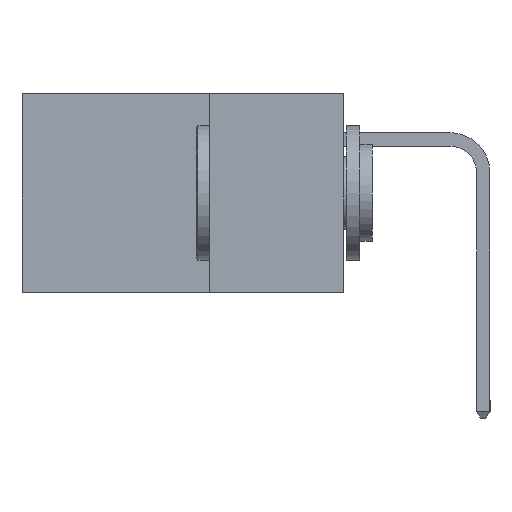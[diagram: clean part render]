
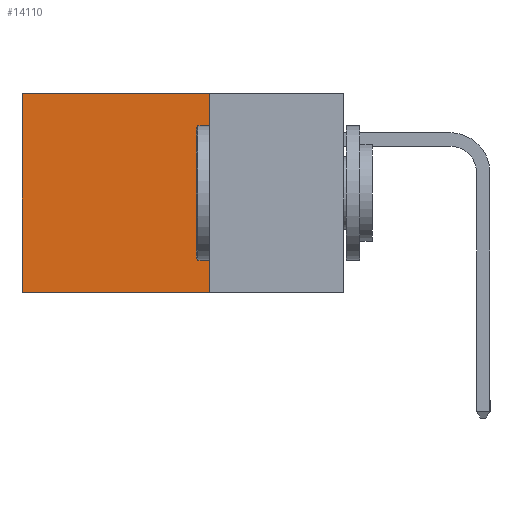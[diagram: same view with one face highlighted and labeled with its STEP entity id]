
A CAD part, left-side view. The second image highlights one B-rep face of the part: STEP entity #14110.
In plain terms, the highlighted planar face has unit normal (-1, 0, 0).
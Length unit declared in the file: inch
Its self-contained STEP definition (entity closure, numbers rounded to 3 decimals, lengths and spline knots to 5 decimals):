
#837 = LINE ( 'NONE', #16116, #10805 ) ;
#1121 = DIRECTION ( 'NONE',  ( 1., 0., 0. ) ) ;
#1906 = ORIENTED_EDGE ( 'NONE', *, *, #16481, .F. ) ;
#2702 = ORIENTED_EDGE ( 'NONE', *, *, #13111, .T. ) ;
#2740 = VERTEX_POINT ( 'NONE', #10975 ) ;
#2928 = FACE_OUTER_BOUND ( 'NONE', #4484, .T. ) ;
#3098 = CARTESIAN_POINT ( 'NONE',  ( 0.2615, 0.25, -0.37 ) ) ;
#4182 = CARTESIAN_POINT ( 'NONE',  ( 0.2615, 0.25, -0.37 ) ) ;
#4254 = VECTOR ( 'NONE', #6553, 39.37008 ) ;
#4484 = EDGE_LOOP ( 'NONE', ( #2702, #1906, #9492, #8177 ) ) ;
#4602 = DIRECTION ( 'NONE',  ( 0., 1., 0. ) ) ;
#4834 = VERTEX_POINT ( 'NONE', #9952 ) ;
#5174 = CARTESIAN_POINT ( 'NONE',  ( 0.2615, 0.6, -0.37 ) ) ;
#5189 = AXIS2_PLACEMENT_3D ( 'NONE', #7949, #1121, #10623 ) ;
#5329 = LINE ( 'NONE', #4182, #15219 ) ;
#6553 = DIRECTION ( 'NONE',  ( 0., 0., -1. ) ) ;
#7949 = CARTESIAN_POINT ( 'NONE',  ( 0.2615, 0.25, -0.37 ) ) ;
#8177 = ORIENTED_EDGE ( 'NONE', *, *, #13838, .T. ) ;
#8277 = VECTOR ( 'NONE', #13709, 39.37008 ) ;
#9294 = CARTESIAN_POINT ( 'NONE',  ( 0.2615, 0.6, 0. ) ) ;
#9492 = ORIENTED_EDGE ( 'NONE', *, *, #11309, .F. ) ;
#9952 = CARTESIAN_POINT ( 'NONE',  ( 0.2615, 0.25, -0.37 ) ) ;
#10623 = DIRECTION ( 'NONE',  ( 0., 0., -1. ) ) ;
#10805 = VECTOR ( 'NONE', #4602, 39.37008 ) ;
#10975 = CARTESIAN_POINT ( 'NONE',  ( 0.2615, 0.6, -0.37 ) ) ;
#11187 = CARTESIAN_POINT ( 'NONE',  ( 0.2615, 0.25, 0. ) ) ;
#11309 = EDGE_CURVE ( 'NONE', #14446, #4834, #5329, .T. ) ;
#12166 = LINE ( 'NONE', #3098, #8277 ) ;
#12217 = DIRECTION ( 'NONE',  ( 0., 0., -1. ) ) ;
#13111 = EDGE_CURVE ( 'NONE', #14700, #2740, #14668, .T. ) ;
#13709 = DIRECTION ( 'NONE',  ( 0., 1., 0. ) ) ;
#13838 = EDGE_CURVE ( 'NONE', #14446, #14700, #837, .T. ) ;
#14110 = ADVANCED_FACE ( 'NONE', ( #2928 ), #16669, .F. ) ;
#14446 = VERTEX_POINT ( 'NONE', #11187 ) ;
#14668 = LINE ( 'NONE', #5174, #4254 ) ;
#14700 = VERTEX_POINT ( 'NONE', #9294 ) ;
#15219 = VECTOR ( 'NONE', #12217, 39.37008 ) ;
#16116 = CARTESIAN_POINT ( 'NONE',  ( 0.2615, 0.25, 0. ) ) ;
#16481 = EDGE_CURVE ( 'NONE', #4834, #2740, #12166, .T. ) ;
#16669 = PLANE ( 'NONE',  #5189 ) ;
